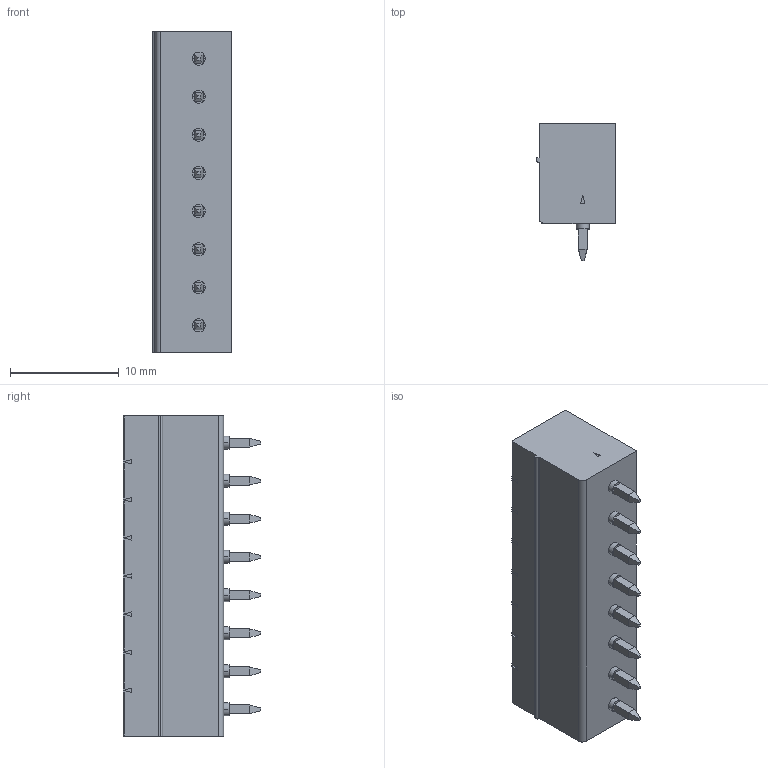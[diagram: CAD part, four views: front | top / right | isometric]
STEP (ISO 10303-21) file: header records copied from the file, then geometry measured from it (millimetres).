
FILE_DESCRIPTION(('SolidDesigner STEP Export'),'2;1');
FILE_NAME('mcv1.5-8-g_3.5.stp','2002-07-24T 8:30:59',(''),(''),'SolidDesigner STEP processor Version: 7.0(Mar 1999)for AP214(CD)(Solid Model)','CoCreate SolidDesigner: 09.01 27-May-2001(C) CoCreate Software GmbH','');
FILE_SCHEMA(('AUTOMOTIVE_DESIGN_CC2 {1 2 10303 214 -1 1 5 1}'));
Length unit declared in the file: millimetre
Products named in the file (2): mcv1.5-8-g_3.5
Assembly tree (1 placements, depth 2):
  mcv1.5-8-g_3.5
    mcv1.5-8-g_3.5
Bounding box: 7.25 x 12.6 x 29.4 mm (x, y, z)
Volume: 1111.5 mm3; surface area: 2512.8 mm2
Topology: 1 solids, 1 shells, 546 faces, 1381 edges, 880 vertices
Faces by surface type: plane 433, cylinder 97, cone 16
Entity records: 20105 total; most frequent: CARTESIAN_POINT 2875, ORIENTED_EDGE 2762, DIRECTION 2466, EDGE_CURVE 1381, VECTOR 1108, LINE 1108, VERTEX_POINT 880, AXIS2_PLACEMENT_3D 679
